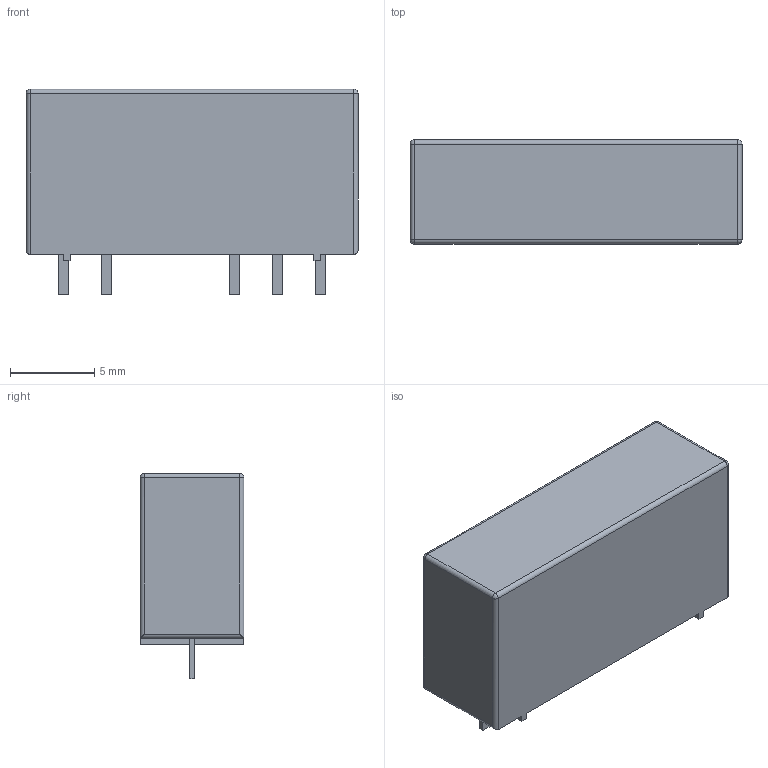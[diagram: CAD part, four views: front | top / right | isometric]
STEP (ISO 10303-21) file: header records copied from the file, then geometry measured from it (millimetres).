
FILE_DESCRIPTION (( 'STEP AP214' ), '1' );
FILE_NAME ( 'SIP615W60P254L1965H1015RQ7_5.STEP', '2015-12-14T18:08:39', ( '' ), ( '' ), 'FPX Expert 2013', 'PCB Libraries', '' );
FILE_SCHEMA (( 'AUTOMOTIVE_DESIGN' ));
Length unit declared in the file: millimetre
Products named in the file (1): SIP615W60P254L1965H1015RQ7_5
Bounding box: 19.65 x 6.15 x 12.15 mm (x, y, z)
Volume: 1182.8 mm3; surface area: 766.3 mm2
Topology: 6 solids, 6 shells, 58 faces, 126 edges, 76 vertices
Faces by surface type: plane 44, cylinder 10, sphere 4
Entity records: 1756 total; most frequent: CARTESIAN_POINT 269, DIRECTION 248, ORIENTED_EDGE 244, EDGE_CURVE 122, VECTOR 106, LINE 106, VERTEX_POINT 76, AXIS2_PLACEMENT_3D 71
